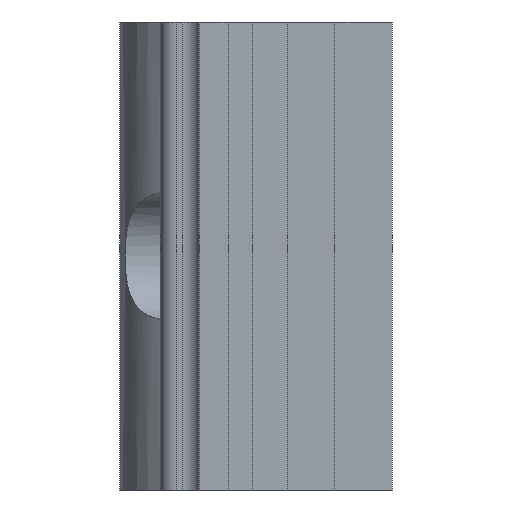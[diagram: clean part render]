
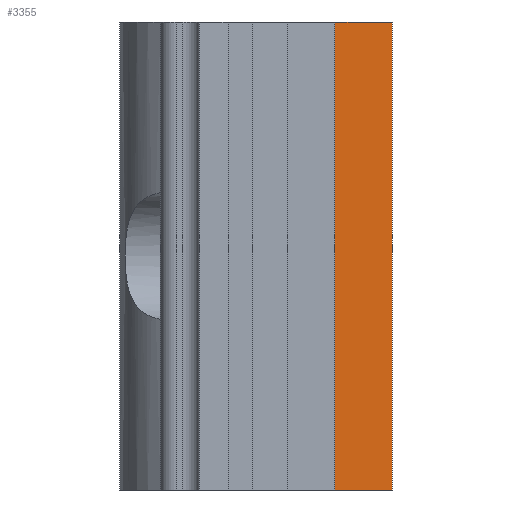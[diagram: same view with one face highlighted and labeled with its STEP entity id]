
A CAD part, left-side view. The second image highlights one B-rep face of the part: STEP entity #3355.
In plain terms, the highlighted planar face has unit normal (-1, 0, 0).
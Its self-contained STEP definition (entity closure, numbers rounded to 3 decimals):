
#55 = PLANE('',#56);
#56 = AXIS2_PLACEMENT_3D('',#57,#58,#59);
#57 = CARTESIAN_POINT('',(-10.7,8.25,0.));
#58 = DIRECTION('',(0.,0.,1.));
#59 = DIRECTION('',(1.,0.,0.));
#111 = PLANE('',#112);
#112 = AXIS2_PLACEMENT_3D('',#113,#114,#115);
#113 = CARTESIAN_POINT('',(-10.7,8.25,57.));
#114 = DIRECTION('',(0.,0.,-1.));
#115 = DIRECTION('',(-1.,0.,0.));
#401 = VERTEX_POINT('',#402);
#402 = CARTESIAN_POINT('',(-3.5,-4.75,0.));
#416 = PLANE('',#417);
#417 = AXIS2_PLACEMENT_3D('',#418,#419,#420);
#418 = CARTESIAN_POINT('',(-3.5,-4.75,0.));
#419 = DIRECTION('',(0.,-1.,0.));
#420 = DIRECTION('',(-1.,0.,0.));
#428 = EDGE_CURVE('',#401,#429,#431,.T.);
#429 = VERTEX_POINT('',#430);
#430 = CARTESIAN_POINT('',(-3.5,-11.75,0.));
#431 = SURFACE_CURVE('',#432,(#436,#443),.PCURVE_S1.);
#432 = LINE('',#433,#434);
#433 = CARTESIAN_POINT('',(-3.5,-4.75,0.));
#434 = VECTOR('',#435,1.);
#435 = DIRECTION('',(0.,-1.,0.));
#436 = PCURVE('',#55,#437);
#437 = DEFINITIONAL_REPRESENTATION('',(#438),#442);
#438 = LINE('',#439,#440);
#439 = CARTESIAN_POINT('',(7.2,-13.));
#440 = VECTOR('',#441,1.);
#441 = DIRECTION('',(0.,-1.));
#442 = ( GEOMETRIC_REPRESENTATION_CONTEXT(2) 
PARAMETRIC_REPRESENTATION_CONTEXT() REPRESENTATION_CONTEXT('2D SPACE',''
  ) );
#443 = PCURVE('',#444,#449);
#444 = PLANE('',#445);
#445 = AXIS2_PLACEMENT_3D('',#446,#447,#448);
#446 = CARTESIAN_POINT('',(-3.5,-4.75,0.));
#447 = DIRECTION('',(1.,0.,0.));
#448 = DIRECTION('',(0.,-1.,0.));
#449 = DEFINITIONAL_REPRESENTATION('',(#450),#454);
#450 = LINE('',#451,#452);
#451 = CARTESIAN_POINT('',(0.,0.));
#452 = VECTOR('',#453,1.);
#453 = DIRECTION('',(1.,0.));
#454 = ( GEOMETRIC_REPRESENTATION_CONTEXT(2) 
PARAMETRIC_REPRESENTATION_CONTEXT() REPRESENTATION_CONTEXT('2D SPACE',''
  ) );
#472 = PLANE('',#473);
#473 = AXIS2_PLACEMENT_3D('',#474,#475,#476);
#474 = CARTESIAN_POINT('',(0.,-11.75,0.));
#475 = DIRECTION('',(0.,-1.,0.));
#476 = DIRECTION('',(-1.,0.,0.));
#1057 = VERTEX_POINT('',#1058);
#1058 = CARTESIAN_POINT('',(-3.5,-11.75,57.));
#1079 = EDGE_CURVE('',#1080,#1057,#1082,.T.);
#1080 = VERTEX_POINT('',#1081);
#1081 = CARTESIAN_POINT('',(-3.5,-4.75,57.));
#1082 = SURFACE_CURVE('',#1083,(#1087,#1094),.PCURVE_S1.);
#1083 = LINE('',#1084,#1085);
#1084 = CARTESIAN_POINT('',(-3.5,-4.75,57.));
#1085 = VECTOR('',#1086,1.);
#1086 = DIRECTION('',(0.,-1.,0.));
#1087 = PCURVE('',#111,#1088);
#1088 = DEFINITIONAL_REPRESENTATION('',(#1089),#1093);
#1089 = LINE('',#1090,#1091);
#1090 = CARTESIAN_POINT('',(-7.2,-13.));
#1091 = VECTOR('',#1092,1.);
#1092 = DIRECTION('',(0.,-1.));
#1093 = ( GEOMETRIC_REPRESENTATION_CONTEXT(2) 
PARAMETRIC_REPRESENTATION_CONTEXT() REPRESENTATION_CONTEXT('2D SPACE',''
  ) );
#1094 = PCURVE('',#444,#1095);
#1095 = DEFINITIONAL_REPRESENTATION('',(#1096),#1100);
#1096 = LINE('',#1097,#1098);
#1097 = CARTESIAN_POINT('',(0.,-57.));
#1098 = VECTOR('',#1099,1.);
#1099 = DIRECTION('',(1.,0.));
#1100 = ( GEOMETRIC_REPRESENTATION_CONTEXT(2) 
PARAMETRIC_REPRESENTATION_CONTEXT() REPRESENTATION_CONTEXT('2D SPACE',''
  ) );
#3307 = EDGE_CURVE('',#429,#1057,#3308,.T.);
#3308 = SURFACE_CURVE('',#3309,(#3313,#3320),.PCURVE_S1.);
#3309 = LINE('',#3310,#3311);
#3310 = CARTESIAN_POINT('',(-3.5,-11.75,0.));
#3311 = VECTOR('',#3312,1.);
#3312 = DIRECTION('',(0.,0.,1.));
#3313 = PCURVE('',#472,#3314);
#3314 = DEFINITIONAL_REPRESENTATION('',(#3315),#3319);
#3315 = LINE('',#3316,#3317);
#3316 = CARTESIAN_POINT('',(3.5,0.));
#3317 = VECTOR('',#3318,1.);
#3318 = DIRECTION('',(0.,-1.));
#3319 = ( GEOMETRIC_REPRESENTATION_CONTEXT(2) 
PARAMETRIC_REPRESENTATION_CONTEXT() REPRESENTATION_CONTEXT('2D SPACE',''
  ) );
#3320 = PCURVE('',#444,#3321);
#3321 = DEFINITIONAL_REPRESENTATION('',(#3322),#3326);
#3322 = LINE('',#3323,#3324);
#3323 = CARTESIAN_POINT('',(7.,0.));
#3324 = VECTOR('',#3325,1.);
#3325 = DIRECTION('',(0.,-1.));
#3326 = ( GEOMETRIC_REPRESENTATION_CONTEXT(2) 
PARAMETRIC_REPRESENTATION_CONTEXT() REPRESENTATION_CONTEXT('2D SPACE',''
  ) );
#3355 = ADVANCED_FACE('',(#3356),#444,.F.);
#3356 = FACE_BOUND('',#3357,.F.);
#3357 = EDGE_LOOP('',(#3358,#3379,#3380,#3381));
#3358 = ORIENTED_EDGE('',*,*,#3359,.T.);
#3359 = EDGE_CURVE('',#401,#1080,#3360,.T.);
#3360 = SURFACE_CURVE('',#3361,(#3365,#3372),.PCURVE_S1.);
#3361 = LINE('',#3362,#3363);
#3362 = CARTESIAN_POINT('',(-3.5,-4.75,0.));
#3363 = VECTOR('',#3364,1.);
#3364 = DIRECTION('',(0.,0.,1.));
#3365 = PCURVE('',#444,#3366);
#3366 = DEFINITIONAL_REPRESENTATION('',(#3367),#3371);
#3367 = LINE('',#3368,#3369);
#3368 = CARTESIAN_POINT('',(0.,0.));
#3369 = VECTOR('',#3370,1.);
#3370 = DIRECTION('',(0.,-1.));
#3371 = ( GEOMETRIC_REPRESENTATION_CONTEXT(2) 
PARAMETRIC_REPRESENTATION_CONTEXT() REPRESENTATION_CONTEXT('2D SPACE',''
  ) );
#3372 = PCURVE('',#416,#3373);
#3373 = DEFINITIONAL_REPRESENTATION('',(#3374),#3378);
#3374 = LINE('',#3375,#3376);
#3375 = CARTESIAN_POINT('',(0.,-0.));
#3376 = VECTOR('',#3377,1.);
#3377 = DIRECTION('',(0.,-1.));
#3378 = ( GEOMETRIC_REPRESENTATION_CONTEXT(2) 
PARAMETRIC_REPRESENTATION_CONTEXT() REPRESENTATION_CONTEXT('2D SPACE',''
  ) );
#3379 = ORIENTED_EDGE('',*,*,#1079,.T.);
#3380 = ORIENTED_EDGE('',*,*,#3307,.F.);
#3381 = ORIENTED_EDGE('',*,*,#428,.F.);
